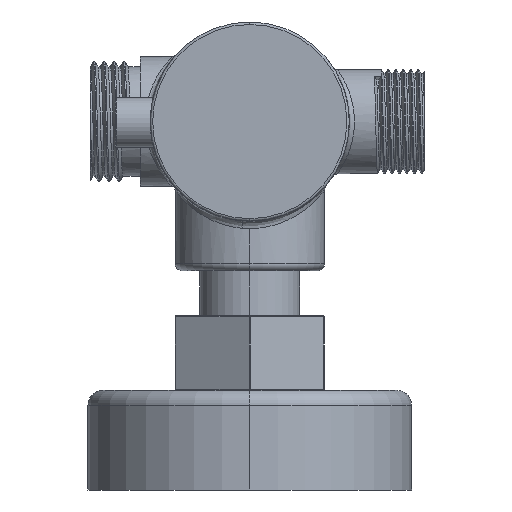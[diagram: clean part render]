
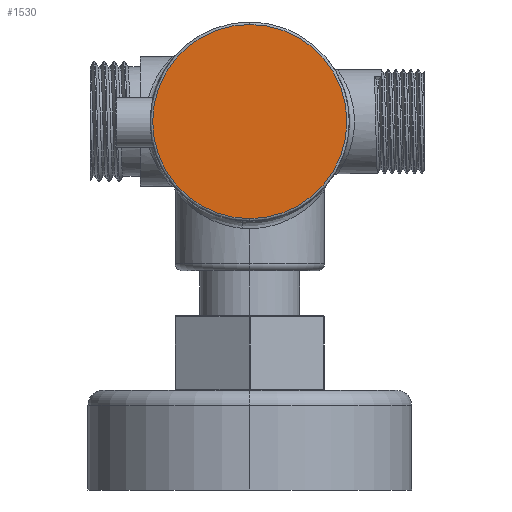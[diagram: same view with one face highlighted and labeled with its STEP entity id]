
A CAD part, left-side view. The second image highlights one B-rep face of the part: STEP entity #1530.
In plain terms, the highlighted planar face has unit normal (-1, 0, 0).
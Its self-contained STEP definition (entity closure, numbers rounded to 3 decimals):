
#150 = CIRCLE ( 'NONE', #9232, 19.5 ) ;
#593 = CARTESIAN_POINT ( 'NONE',  ( -135., 0., 0. ) ) ;
#1214 = DIRECTION ( 'NONE',  ( -1., 0., 0. ) ) ;
#1530 = ADVANCED_FACE ( 'NONE', ( #7948 ), #3875, .F. ) ;
#2220 = AXIS2_PLACEMENT_3D ( 'NONE', #8827, #8023, #10426 ) ;
#2261 = DIRECTION ( 'NONE',  ( 1., 0., 0. ) ) ;
#2846 = EDGE_LOOP ( 'NONE', ( #8383, #8331 ) ) ;
#3282 = CARTESIAN_POINT ( 'NONE',  ( -135., 0., 19.5 ) ) ;
#3875 = PLANE ( 'NONE',  #8570 ) ;
#4682 = EDGE_CURVE ( 'NONE', #9750, #6857, #150, .T. ) ;
#5404 = CARTESIAN_POINT ( 'NONE',  ( -135., 0., 0. ) ) ;
#5662 = EDGE_CURVE ( 'NONE', #6857, #9750, #7541, .T. ) ;
#6827 = CARTESIAN_POINT ( 'NONE',  ( -135., 0., -19.5 ) ) ;
#6857 = VERTEX_POINT ( 'NONE', #3282 ) ;
#7141 = DIRECTION ( 'NONE',  ( 0., 0., -1. ) ) ;
#7541 = CIRCLE ( 'NONE', #2220, 19.5 ) ;
#7948 = FACE_OUTER_BOUND ( 'NONE', #2846, .T. ) ;
#8023 = DIRECTION ( 'NONE',  ( -1., 0., 0. ) ) ;
#8331 = ORIENTED_EDGE ( 'NONE', *, *, #5662, .T. ) ;
#8383 = ORIENTED_EDGE ( 'NONE', *, *, #4682, .T. ) ;
#8570 = AXIS2_PLACEMENT_3D ( 'NONE', #593, #2261, #7141 ) ;
#8827 = CARTESIAN_POINT ( 'NONE',  ( -135., 0., 0. ) ) ;
#9232 = AXIS2_PLACEMENT_3D ( 'NONE', #5404, #1214, #9259 ) ;
#9259 = DIRECTION ( 'NONE',  ( 0., 0., -1. ) ) ;
#9750 = VERTEX_POINT ( 'NONE', #6827 ) ;
#10426 = DIRECTION ( 'NONE',  ( 0., 0., -1. ) ) ;
